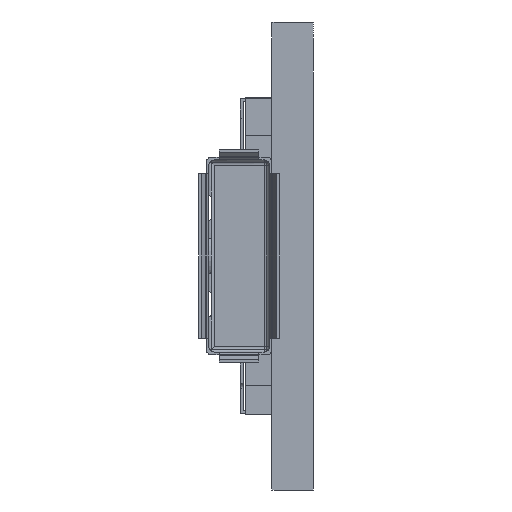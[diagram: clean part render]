
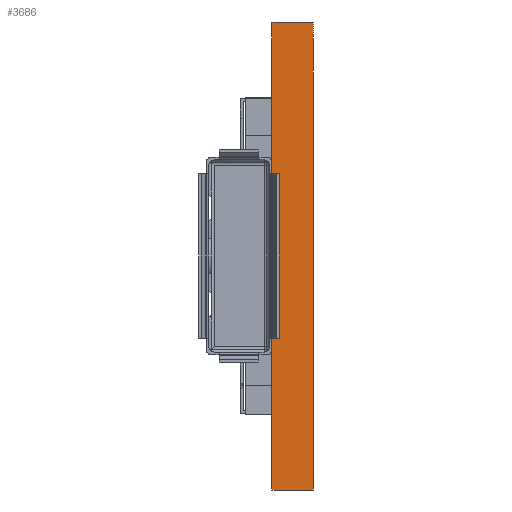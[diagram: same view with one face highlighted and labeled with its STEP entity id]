
A CAD part, left-side view. The second image highlights one B-rep face of the part: STEP entity #3686.
In plain terms, the highlighted planar face has unit normal (-1, 0, 0).
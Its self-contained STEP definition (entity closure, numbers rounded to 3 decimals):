
#38 = CARTESIAN_POINT ( 'NONE',  ( -30.48, 1.57, 8.89 ) ) ;
#245 = CARTESIAN_POINT ( 'NONE',  ( -30.48, 0., 8.89 ) ) ;
#290 = LINE ( 'NONE', #2395, #23092 ) ;
#1755 = DIRECTION ( 'NONE',  ( 0., -1., 0. ) ) ;
#1952 = ORIENTED_EDGE ( 'NONE', *, *, #4495, .T. ) ;
#2304 = ORIENTED_EDGE ( 'NONE', *, *, #6922, .T. ) ;
#2395 = CARTESIAN_POINT ( 'NONE',  ( -30.48, 0., 8.89 ) ) ;
#3686 = ADVANCED_FACE ( 'NONE', ( #21939 ), #4221, .F. ) ;
#4221 = PLANE ( 'NONE',  #11842 ) ;
#4372 = CARTESIAN_POINT ( 'NONE',  ( -30.48, 1.57, -8.89 ) ) ;
#4495 = EDGE_CURVE ( 'NONE', #23491, #16589, #290, .T. ) ;
#5556 = VERTEX_POINT ( 'NONE', #23930 ) ;
#6244 = DIRECTION ( 'NONE',  ( 0., -1., 0. ) ) ;
#6922 = EDGE_CURVE ( 'NONE', #5556, #23491, #17076, .T. ) ;
#8327 = VECTOR ( 'NONE', #15589, 1000. ) ;
#8448 = VECTOR ( 'NONE', #6244, 1000. ) ;
#10104 = CARTESIAN_POINT ( 'NONE',  ( -30.48, 1.57, 8.89 ) ) ;
#11112 = EDGE_CURVE ( 'NONE', #21522, #16589, #20889, .T. ) ;
#11842 = AXIS2_PLACEMENT_3D ( 'NONE', #19990, #25560, #12000 ) ;
#12000 = DIRECTION ( 'NONE',  ( 0., 0., -1. ) ) ;
#12419 = EDGE_CURVE ( 'NONE', #5556, #21522, #16055, .T. ) ;
#15589 = DIRECTION ( 'NONE',  ( 0., 0., 1. ) ) ;
#16055 = LINE ( 'NONE', #38, #8327 ) ;
#16589 = VERTEX_POINT ( 'NONE', #245 ) ;
#17076 = LINE ( 'NONE', #4372, #8448 ) ;
#18067 = CARTESIAN_POINT ( 'NONE',  ( -30.48, 0., -8.89 ) ) ;
#19095 = EDGE_LOOP ( 'NONE', ( #1952, #20362, #23245, #2304 ) ) ;
#19990 = CARTESIAN_POINT ( 'NONE',  ( -30.48, 1.57, 8.89 ) ) ;
#20362 = ORIENTED_EDGE ( 'NONE', *, *, #11112, .F. ) ;
#20889 = LINE ( 'NONE', #10104, #24888 ) ;
#20892 = CARTESIAN_POINT ( 'NONE',  ( -30.48, 1.57, 8.89 ) ) ;
#21522 = VERTEX_POINT ( 'NONE', #20892 ) ;
#21939 = FACE_OUTER_BOUND ( 'NONE', #19095, .T. ) ;
#22250 = DIRECTION ( 'NONE',  ( 0., 0., 1. ) ) ;
#23092 = VECTOR ( 'NONE', #22250, 1000. ) ;
#23245 = ORIENTED_EDGE ( 'NONE', *, *, #12419, .F. ) ;
#23491 = VERTEX_POINT ( 'NONE', #18067 ) ;
#23930 = CARTESIAN_POINT ( 'NONE',  ( -30.48, 1.57, -8.89 ) ) ;
#24888 = VECTOR ( 'NONE', #1755, 1000. ) ;
#25560 = DIRECTION ( 'NONE',  ( 1., 0., 0. ) ) ;
